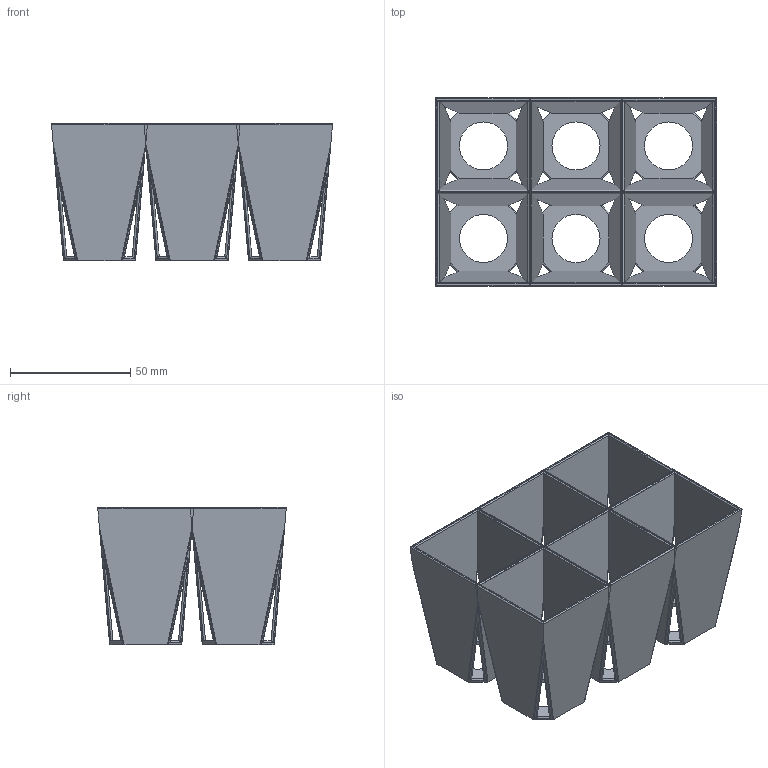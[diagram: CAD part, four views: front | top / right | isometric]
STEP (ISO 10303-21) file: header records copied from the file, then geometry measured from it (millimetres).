
FILE_DESCRIPTION(/* description */ (''),/* implementation_level */ '2;1');
FILE_NAME(/* name */ 'Seed Tray 6 Cell Root Prune Cut v2.step',/* time_stamp */ '2025-04-30T15:40:38-07:00',/* author */ (''),/* organization */ (''),/* preprocessor_version */ 'ST-DEVELOPER v20.1',/* originating_system */ 'Autodesk Translation Framework v14.4.0.0',/* authorisation */ '');
FILE_SCHEMA (('AUTOMOTIVE_DESIGN { 1 0 10303 214 3 1 1 }'));
Length unit declared in the file: millimetre
Products named in the file (1): Seed Tray 6 Cell Root Prune Cut
Bounding box: 116.9 x 78.4 x 57 mm (x, y, z)
Volume: 66388 mm3; surface area: 92699 mm2
Topology: 6 solids, 6 shells, 264 faces, 720 edges, 450 vertices
Faces by surface type: cylinder 168, plane 96
Full cylindrical faces by diameter (mm): 20 x6
Entity records: 8438 total; most frequent: DIRECTION 1496, CARTESIAN_POINT 1447, ORIENTED_EDGE 1440, EDGE_CURVE 720, AXIS2_PLACEMENT_3D 517, LINE 462, VECTOR 462, VERTEX_POINT 450
